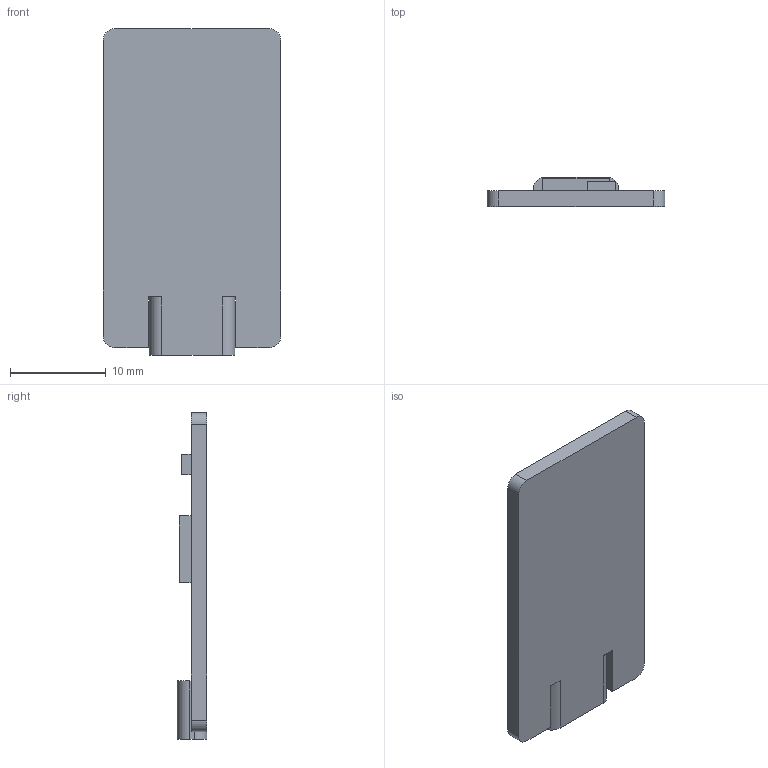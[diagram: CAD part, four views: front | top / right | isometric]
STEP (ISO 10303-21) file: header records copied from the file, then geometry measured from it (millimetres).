
FILE_DESCRIPTION (( 'STEP AP214' ), '1' );
FILE_NAME ('Elite-C.STEP', '2021-04-17T18:04:26', ( '' ), ( '' ), 'SwSTEP 2.0', 'SolidWorks 2020', '' );
FILE_SCHEMA (( 'AUTOMOTIVE_DESIGN' ));
Length unit declared in the file: millimetre
Products named in the file (1): Elite-C
Bounding box: 18.56 x 3.1 x 34.16 mm (x, y, z)
Volume: 1076.7 mm3; surface area: 1689.8 mm2
Topology: 1 solids, 1 shells, 48 faces, 124 edges, 82 vertices
Faces by surface type: plane 36, cylinder 12
Entity records: 1677 total; most frequent: CARTESIAN_POINT 255, ORIENTED_EDGE 248, DIRECTION 246, EDGE_CURVE 124, LINE 100, VECTOR 100, VERTEX_POINT 82, AXIS2_PLACEMENT_3D 73
